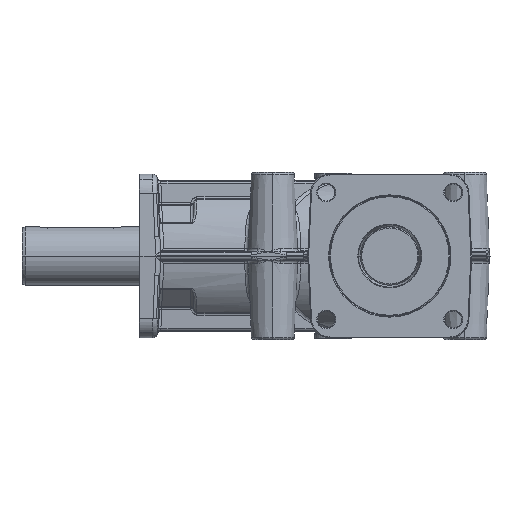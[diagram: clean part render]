
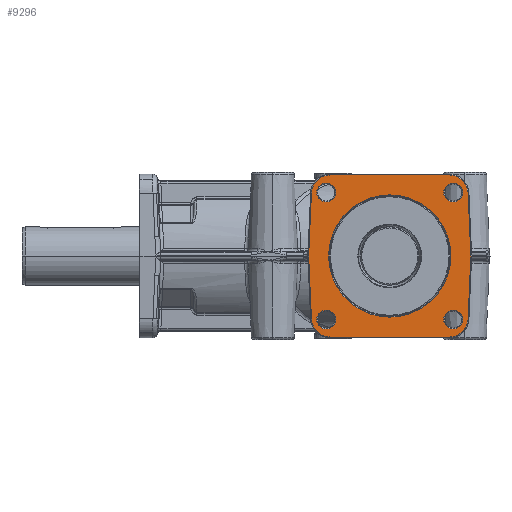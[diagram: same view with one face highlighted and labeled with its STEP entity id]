
A CAD part, left-side view. The second image highlights one B-rep face of the part: STEP entity #9296.
In plain terms, the highlighted planar face has unit normal (-1, 0, 0).
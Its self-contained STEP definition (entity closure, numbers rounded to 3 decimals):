
#9296=ADVANCED_FACE('',(#19295,#19296,#19297,#19298,#19299,#19300),#19301,.T.);
#19295=FACE_OUTER_BOUND('',#111454,.T.);
#19296=FACE_BOUND('',#111455,.T.);
#19297=FACE_BOUND('',#111456,.T.);
#19298=FACE_BOUND('',#111457,.T.);
#19299=FACE_BOUND('',#111458,.T.);
#19300=FACE_BOUND('',#111459,.T.);
#19301=PLANE('',#111460);
#111454=EDGE_LOOP('',(#149972,#149973,#149974,#149975,#149976,#149977,#149978,#149979,#149980,#149981,#149982,#149983,#149984,#149985));
#111455=EDGE_LOOP('',(#149986,#149987));
#111456=EDGE_LOOP('',(#149988,#149989));
#111457=EDGE_LOOP('',(#149990,#149991));
#111458=EDGE_LOOP('',(#149992,#149993));
#111459=EDGE_LOOP('',(#149994,#149995));
#111460=AXIS2_PLACEMENT_3D('',#149996,#149997,#149998);
#149972=ORIENTED_EDGE('',*,*,#165217,.F.);
#149973=ORIENTED_EDGE('',*,*,#165218,.F.);
#149974=ORIENTED_EDGE('',*,*,#165219,.F.);
#149975=ORIENTED_EDGE('',*,*,#156135,.F.);
#149976=ORIENTED_EDGE('',*,*,#165220,.F.);
#149977=ORIENTED_EDGE('',*,*,#165221,.F.);
#149978=ORIENTED_EDGE('',*,*,#156131,.F.);
#149979=ORIENTED_EDGE('',*,*,#165222,.F.);
#149980=ORIENTED_EDGE('',*,*,#165223,.F.);
#149981=ORIENTED_EDGE('',*,*,#165224,.F.);
#149982=ORIENTED_EDGE('',*,*,#156139,.F.);
#149983=ORIENTED_EDGE('',*,*,#165225,.F.);
#149984=ORIENTED_EDGE('',*,*,#165226,.F.);
#149985=ORIENTED_EDGE('',*,*,#156143,.F.);
#149986=ORIENTED_EDGE('',*,*,#165227,.F.);
#149987=ORIENTED_EDGE('',*,*,#156161,.F.);
#149988=ORIENTED_EDGE('',*,*,#165228,.F.);
#149989=ORIENTED_EDGE('',*,*,#156057,.F.);
#149990=ORIENTED_EDGE('',*,*,#165229,.F.);
#149991=ORIENTED_EDGE('',*,*,#156117,.F.);
#149992=ORIENTED_EDGE('',*,*,#165230,.F.);
#149993=ORIENTED_EDGE('',*,*,#156152,.F.);
#149994=ORIENTED_EDGE('',*,*,#165215,.F.);
#149995=ORIENTED_EDGE('',*,*,#156170,.F.);
#149996=CARTESIAN_POINT('',(-80.0,22.5,0.0));
#149997=DIRECTION('',(-1.0,0.0,0.0));
#149998=DIRECTION('',(0.0,0.0,1.0));
#156057=EDGE_CURVE('',#169036,#169038,#169039,.T.);
#156117=EDGE_CURVE('',#169132,#169134,#169135,.T.);
#156131=EDGE_CURVE('',#169156,#169158,#169159,.T.);
#156135=EDGE_CURVE('',#169162,#169164,#169165,.T.);
#156139=EDGE_CURVE('',#169168,#169170,#169171,.T.);
#156143=EDGE_CURVE('',#169174,#169176,#169177,.T.);
#156152=EDGE_CURVE('',#169189,#169191,#169192,.T.);
#156161=EDGE_CURVE('',#169204,#169206,#169207,.T.);
#156170=EDGE_CURVE('',#169219,#169221,#169222,.T.);
#165215=EDGE_CURVE('',#169221,#169219,#182083,.T.);
#165217=EDGE_CURVE('',#182085,#169174,#182086,.T.);
#165218=EDGE_CURVE('',#182087,#182085,#182088,.T.);
#165219=EDGE_CURVE('',#169164,#182087,#182089,.T.);
#165220=EDGE_CURVE('',#182090,#169162,#182091,.T.);
#165221=EDGE_CURVE('',#169158,#182090,#182092,.T.);
#165222=EDGE_CURVE('',#182093,#169156,#182094,.T.);
#165223=EDGE_CURVE('',#182095,#182093,#182096,.T.);
#165224=EDGE_CURVE('',#169170,#182095,#182097,.T.);
#165225=EDGE_CURVE('',#182098,#169168,#182099,.T.);
#165226=EDGE_CURVE('',#169176,#182098,#182100,.T.);
#165227=EDGE_CURVE('',#169206,#169204,#182101,.T.);
#165228=EDGE_CURVE('',#169038,#169036,#182102,.T.);
#165229=EDGE_CURVE('',#169134,#169132,#182103,.T.);
#165230=EDGE_CURVE('',#169191,#169189,#182104,.T.);
#169036=VERTEX_POINT('',#188272);
#169038=VERTEX_POINT('',#188275);
#169039=CIRCLE('',#188276,36.577);
#169132=VERTEX_POINT('',#188396);
#169134=VERTEX_POINT('',#188399);
#169135=CIRCLE('',#188400,5.65);
#169156=VERTEX_POINT('',#188426);
#169158=VERTEX_POINT('',#188429);
#169159=CIRCLE('',#188430,11.5);
#169162=VERTEX_POINT('',#188434);
#169164=VERTEX_POINT('',#188437);
#169165=CIRCLE('',#188438,11.5);
#169168=VERTEX_POINT('',#188442);
#169170=VERTEX_POINT('',#188445);
#169171=CIRCLE('',#188446,11.5);
#169174=VERTEX_POINT('',#188450);
#169176=VERTEX_POINT('',#188453);
#169177=CIRCLE('',#188454,11.5);
#169189=VERTEX_POINT('',#188469);
#169191=VERTEX_POINT('',#188472);
#169192=CIRCLE('',#188473,5.65);
#169204=VERTEX_POINT('',#188488);
#169206=VERTEX_POINT('',#188491);
#169207=CIRCLE('',#188492,5.65);
#169219=VERTEX_POINT('',#188507);
#169221=VERTEX_POINT('',#188510);
#169222=CIRCLE('',#188511,5.65);
#182083=CIRCLE('',#220838,5.65);
#182085=VERTEX_POINT('',#220840);
#182086=CIRCLE('',#220841,11.5);
#182087=VERTEX_POINT('',#220842);
#182088=LINE('',#220843,#220844);
#182089=LINE('',#220845,#220846);
#182090=VERTEX_POINT('',#220847);
#182091=CIRCLE('',#220848,11.5);
#182092=LINE('',#220849,#220850);
#182093=VERTEX_POINT('',#220851);
#182094=CIRCLE('',#220852,11.5);
#182095=VERTEX_POINT('',#220853);
#182096=LINE('',#220854,#220855);
#182097=LINE('',#220856,#220857);
#182098=VERTEX_POINT('',#220858);
#182099=CIRCLE('',#220859,11.5);
#182100=LINE('',#220860,#220861);
#182101=CIRCLE('',#220862,5.65);
#182102=CIRCLE('',#220863,36.577);
#182103=CIRCLE('',#220864,5.65);
#182104=CIRCLE('',#220865,5.65);
#188272=CARTESIAN_POINT('',(-80.0,36.577,0.));
#188275=CARTESIAN_POINT('',(-80.0,-36.577,0.));
#188276=AXIS2_PLACEMENT_3D('',#228159,#228160,#228161);
#188396=CARTESIAN_POINT('',(-80.0,-43.65,-38.0));
#188399=CARTESIAN_POINT('',(-80.0,-32.35,-38.0));
#188400=AXIS2_PLACEMENT_3D('',#228241,#228242,#228243);
#188426=CARTESIAN_POINT('',(-80.0,-43.326,-45.307));
#188429=CARTESIAN_POINT('',(-80.0,-35.373,-48.5));
#188430=AXIS2_PLACEMENT_3D('',#228262,#228263,#228264);
#188434=CARTESIAN_POINT('',(-80.0,43.326,-45.307));
#188437=CARTESIAN_POINT('',(-80.0,46.862,-37.502));
#188438=AXIS2_PLACEMENT_3D('',#228267,#228268,#228269);
#188442=CARTESIAN_POINT('',(-80.0,-43.326,45.307));
#188445=CARTESIAN_POINT('',(-80.0,-46.862,37.502));
#188446=AXIS2_PLACEMENT_3D('',#228272,#228273,#228274);
#188450=CARTESIAN_POINT('',(-80.0,43.326,45.307));
#188453=CARTESIAN_POINT('',(-80.0,35.373,48.5));
#188454=AXIS2_PLACEMENT_3D('',#228277,#228278,#228279);
#188469=CARTESIAN_POINT('',(-80.0,32.35,38.0));
#188472=CARTESIAN_POINT('',(-80.0,43.65,38.0));
#188473=AXIS2_PLACEMENT_3D('',#228290,#228291,#228292);
#188488=CARTESIAN_POINT('',(-80.0,-43.65,38.0));
#188491=CARTESIAN_POINT('',(-80.0,-32.35,38.0));
#188492=AXIS2_PLACEMENT_3D('',#228303,#228304,#228305);
#188507=CARTESIAN_POINT('',(-80.0,32.35,-38.0));
#188510=CARTESIAN_POINT('',(-80.0,43.65,-38.0));
#188511=AXIS2_PLACEMENT_3D('',#228316,#228317,#228318);
#220838=AXIS2_PLACEMENT_3D('',#238744,#238745,#238746);
#220840=CARTESIAN_POINT('',(-80.0,46.862,37.502));
#220841=AXIS2_PLACEMENT_3D('',#238747,#238748,#238749);
#220842=CARTESIAN_POINT('',(-80.0,48.5,0.));
#220843=CARTESIAN_POINT('',(-80.0,48.5,0.));
#220844=VECTOR('',#238750,37.537);
#220845=CARTESIAN_POINT('',(-80.0,46.862,-37.502));
#220846=VECTOR('',#238751,37.537);
#220847=CARTESIAN_POINT('',(-80.0,35.373,-48.5));
#220848=AXIS2_PLACEMENT_3D('',#238752,#238753,#238754);
#220849=CARTESIAN_POINT('',(-80.0,-35.373,-48.5));
#220850=VECTOR('',#238755,70.746);
#220851=CARTESIAN_POINT('',(-80.0,-46.862,-37.502));
#220852=AXIS2_PLACEMENT_3D('',#238756,#238757,#238758);
#220853=CARTESIAN_POINT('',(-80.0,-48.5,0.));
#220854=CARTESIAN_POINT('',(-80.0,-48.5,0.));
#220855=VECTOR('',#238759,37.537);
#220856=CARTESIAN_POINT('',(-80.0,-46.862,37.502));
#220857=VECTOR('',#238760,37.537);
#220858=CARTESIAN_POINT('',(-80.0,-35.373,48.5));
#220859=AXIS2_PLACEMENT_3D('',#238761,#238762,#238763);
#220860=CARTESIAN_POINT('',(-80.0,35.373,48.5));
#220861=VECTOR('',#238764,70.746);
#220862=AXIS2_PLACEMENT_3D('',#238765,#238766,#238767);
#220863=AXIS2_PLACEMENT_3D('',#238768,#238769,#238770);
#220864=AXIS2_PLACEMENT_3D('',#238771,#238772,#238773);
#220865=AXIS2_PLACEMENT_3D('',#238774,#238775,#238776);
#228159=CARTESIAN_POINT('',(-80.0,0.0,0.0));
#228160=DIRECTION('',(-1.0,0.0,0.0));
#228161=DIRECTION('',(0.0,1.0,0.0));
#228241=CARTESIAN_POINT('',(-80.0,-38.0,-38.0));
#228242=DIRECTION('',(-1.0,0.0,0.0));
#228243=DIRECTION('',(0.0,-1.0,0.0));
#228262=CARTESIAN_POINT('',(-80.0,-35.373,-37.0));
#228263=DIRECTION('',(1.0,0.0,0.0));
#228264=DIRECTION('',(0.0,-0.692,-0.722));
#228267=CARTESIAN_POINT('',(-80.0,35.373,-37.0));
#228268=DIRECTION('',(1.0,0.0,0.0));
#228269=DIRECTION('',(0.0,0.692,-0.722));
#228272=CARTESIAN_POINT('',(-80.0,-35.373,37.0));
#228273=DIRECTION('',(1.0,0.0,0.0));
#228274=DIRECTION('',(0.0,-0.692,0.722));
#228277=CARTESIAN_POINT('',(-80.0,35.373,37.0));
#228278=DIRECTION('',(1.0,0.0,-0.0));
#228279=DIRECTION('',(0.0,0.692,0.722));
#228290=CARTESIAN_POINT('',(-80.0,38.0,38.0));
#228291=DIRECTION('',(-1.0,0.0,0.0));
#228292=DIRECTION('',(0.0,-1.0,0.0));
#228303=CARTESIAN_POINT('',(-80.0,-38.0,38.0));
#228304=DIRECTION('',(-1.0,0.0,0.0));
#228305=DIRECTION('',(0.0,-1.0,0.0));
#228316=CARTESIAN_POINT('',(-80.0,38.0,-38.0));
#228317=DIRECTION('',(-1.0,0.0,0.0));
#228318=DIRECTION('',(0.0,-1.0,0.0));
#238744=CARTESIAN_POINT('',(-80.0,38.0,-38.0));
#238745=DIRECTION('',(-1.0,0.0,0.0));
#238746=DIRECTION('',(0.0,-1.0,0.0));
#238747=CARTESIAN_POINT('',(-80.0,35.373,37.0));
#238748=DIRECTION('',(1.0,0.0,-0.0));
#238749=DIRECTION('',(0.0,0.692,0.722));
#238750=DIRECTION('',(0.0,-0.044,0.999));
#238751=DIRECTION('',(0.0,0.044,0.999));
#238752=CARTESIAN_POINT('',(-80.0,35.373,-37.0));
#238753=DIRECTION('',(1.0,0.0,0.0));
#238754=DIRECTION('',(0.0,0.692,-0.722));
#238755=DIRECTION('',(0.0,1.0,0.0));
#238756=CARTESIAN_POINT('',(-80.0,-35.373,-37.0));
#238757=DIRECTION('',(1.0,0.0,0.0));
#238758=DIRECTION('',(0.0,-0.692,-0.722));
#238759=DIRECTION('',(0.0,0.044,-0.999));
#238760=DIRECTION('',(0.0,-0.044,-0.999));
#238761=CARTESIAN_POINT('',(-80.0,-35.373,37.0));
#238762=DIRECTION('',(1.0,0.0,0.0));
#238763=DIRECTION('',(0.0,-0.692,0.722));
#238764=DIRECTION('',(0.0,-1.0,0.0));
#238765=CARTESIAN_POINT('',(-80.0,-38.0,38.0));
#238766=DIRECTION('',(-1.0,0.0,0.0));
#238767=DIRECTION('',(0.0,-1.0,0.0));
#238768=CARTESIAN_POINT('',(-80.0,0.0,0.0));
#238769=DIRECTION('',(-1.0,0.0,0.0));
#238770=DIRECTION('',(0.0,1.0,0.0));
#238771=CARTESIAN_POINT('',(-80.0,-38.0,-38.0));
#238772=DIRECTION('',(-1.0,0.0,0.0));
#238773=DIRECTION('',(0.0,-1.0,0.0));
#238774=CARTESIAN_POINT('',(-80.0,38.0,38.0));
#238775=DIRECTION('',(-1.0,0.0,0.0));
#238776=DIRECTION('',(0.0,-1.0,0.0));
